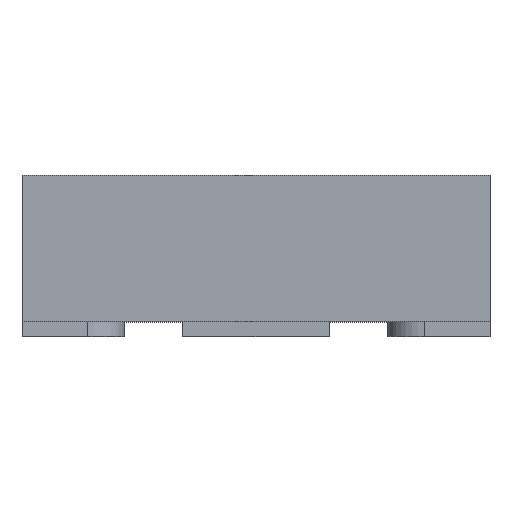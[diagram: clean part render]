
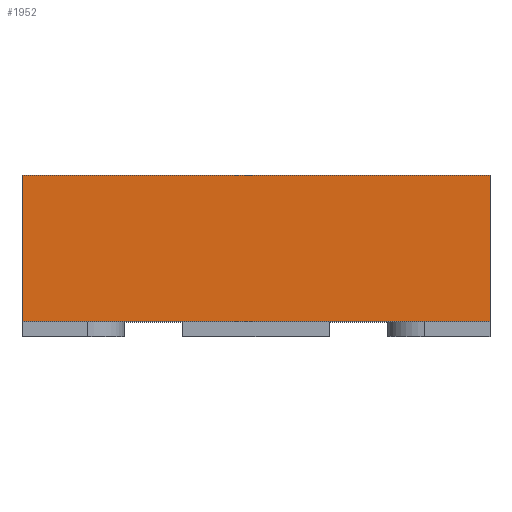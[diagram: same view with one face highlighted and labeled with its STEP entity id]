
A CAD part, top view. The second image highlights one B-rep face of the part: STEP entity #1952.
In plain terms, the highlighted planar face has unit normal (0, 0, 1).
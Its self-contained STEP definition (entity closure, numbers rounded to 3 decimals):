
#144 = AXIS2_PLACEMENT_3D ( 'NONE', #1309, #1995, #2710 ) ;
#167 = ORIENTED_EDGE ( 'NONE', *, *, #2271, .F. ) ;
#182 = CARTESIAN_POINT ( 'NONE',  ( -0.8, 0.05, 0.8 ) ) ;
#334 = EDGE_CURVE ( 'NONE', #2320, #898, #1372, .T. ) ;
#517 = DIRECTION ( 'NONE',  ( -1., 0., 0. ) ) ;
#805 = EDGE_CURVE ( 'NONE', #894, #1167, #2333, .T. ) ;
#844 = PLANE ( 'NONE',  #144 ) ;
#874 = DIRECTION ( 'NONE',  ( -1., 0., 0. ) ) ;
#894 = VERTEX_POINT ( 'NONE', #910 ) ;
#898 = VERTEX_POINT ( 'NONE', #2261 ) ;
#910 = CARTESIAN_POINT ( 'NONE',  ( 0.8, 0.05, 0.8 ) ) ;
#916 = EDGE_LOOP ( 'NONE', ( #167, #2688, #1246, #1608 ) ) ;
#1003 = CARTESIAN_POINT ( 'NONE',  ( 0., 0.55, 0.8 ) ) ;
#1123 = VECTOR ( 'NONE', #874, 1000. ) ;
#1167 = VERTEX_POINT ( 'NONE', #182 ) ;
#1246 = ORIENTED_EDGE ( 'NONE', *, *, #2686, .T. ) ;
#1257 = CARTESIAN_POINT ( 'NONE',  ( -0.8, 0.55, 0.8 ) ) ;
#1309 = CARTESIAN_POINT ( 'NONE',  ( 0.8, 0.55, 0.8 ) ) ;
#1372 = LINE ( 'NONE', #1003, #2784 ) ;
#1402 = VECTOR ( 'NONE', #1945, 1000. ) ;
#1608 = ORIENTED_EDGE ( 'NONE', *, *, #805, .F. ) ;
#1684 = FACE_OUTER_BOUND ( 'NONE', #916, .T. ) ;
#1756 = VECTOR ( 'NONE', #2652, 1000. ) ;
#1945 = DIRECTION ( 'NONE',  ( 0., -1., 0. ) ) ;
#1952 = ADVANCED_FACE ( 'NONE', ( #1684 ), #844, .F. ) ;
#1995 = DIRECTION ( 'NONE',  ( 0., 0., -1. ) ) ;
#2261 = CARTESIAN_POINT ( 'NONE',  ( -0.8, 0.55, 0.8 ) ) ;
#2271 = EDGE_CURVE ( 'NONE', #2320, #894, #2778, .T. ) ;
#2320 = VERTEX_POINT ( 'NONE', #2462 ) ;
#2333 = LINE ( 'NONE', #2349, #1123 ) ;
#2349 = CARTESIAN_POINT ( 'NONE',  ( 0.8, 0.05, 0.8 ) ) ;
#2372 = LINE ( 'NONE', #1257, #1756 ) ;
#2413 = CARTESIAN_POINT ( 'NONE',  ( 0.8, 0.55, 0.8 ) ) ;
#2462 = CARTESIAN_POINT ( 'NONE',  ( 0.8, 0.55, 0.8 ) ) ;
#2652 = DIRECTION ( 'NONE',  ( 0., -1., 0. ) ) ;
#2686 = EDGE_CURVE ( 'NONE', #898, #1167, #2372, .T. ) ;
#2688 = ORIENTED_EDGE ( 'NONE', *, *, #334, .T. ) ;
#2710 = DIRECTION ( 'NONE',  ( -1., 0., 0. ) ) ;
#2778 = LINE ( 'NONE', #2413, #1402 ) ;
#2784 = VECTOR ( 'NONE', #517, 1000. ) ;
